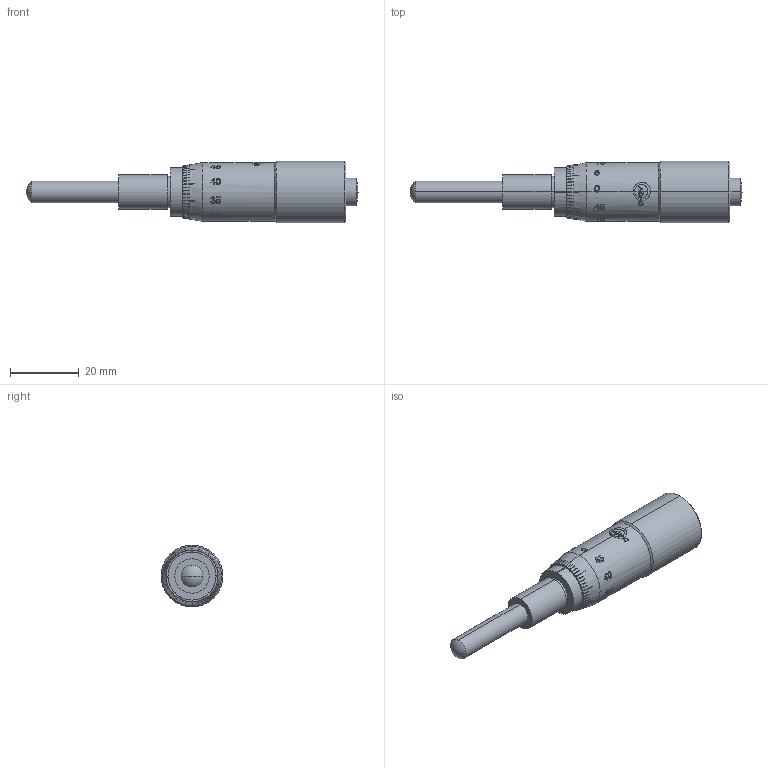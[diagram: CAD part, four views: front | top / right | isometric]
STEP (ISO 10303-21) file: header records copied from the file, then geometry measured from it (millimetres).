
FILE_DESCRIPTION (( 'STEP AP203' ), '1' );
FILE_NAME ('GCM-400103M.STEP', '2021-09-09T08:58:55', ( 'Microsoft' ), ( 'Microsoft' ), 'SwSTEP 2.0', 'SolidWorks 2015', '' );
FILE_SCHEMA (( 'CONFIG_CONTROL_DESIGN' ));
Products named in the file (1): GCM-400103M
Bounding box: 96.5 x 18 x 18 mm (x, y, z)
Volume: 13936.4 mm3; surface area: 4263.2 mm2
Topology: 1 solids, 1 shells, 635 faces, 1689 edges, 1091 vertices
Faces by surface type: bspline 383, cone 107, plane 87, cylinder 54, sphere 4
Entity records: 38867 total; most frequent: CARTESIAN_POINT 26422, ORIENTED_EDGE 3378, EDGE_CURVE 1689, B_SPLINE_CURVE_WITH_KNOTS 1246, DIRECTION 1211, VERTEX_POINT 1091, EDGE_LOOP 670, ADVANCED_FACE 635
